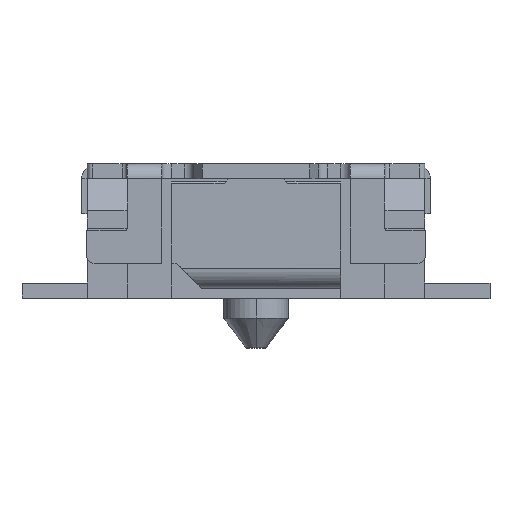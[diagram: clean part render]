
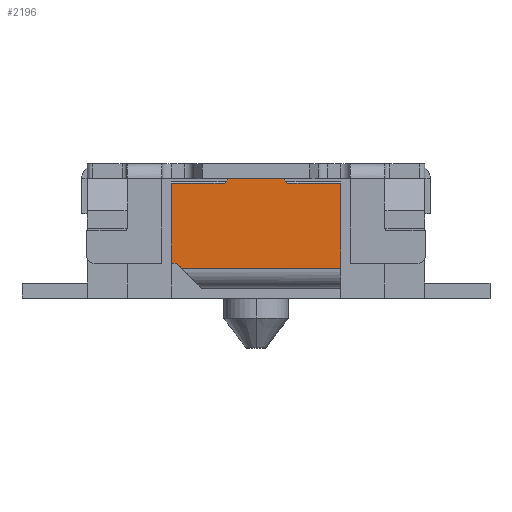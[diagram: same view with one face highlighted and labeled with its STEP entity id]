
A CAD part, top view. The second image highlights one B-rep face of the part: STEP entity #2196.
In plain terms, the highlighted planar face has unit normal (0, 0, 1).
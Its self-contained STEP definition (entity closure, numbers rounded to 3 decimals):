
#168 = ORIENTED_EDGE ( 'NONE', *, *, #4383, .F. ) ;
#303 = DIRECTION ( 'NONE',  ( -1., 0., 0. ) ) ;
#419 = AXIS2_PLACEMENT_3D ( 'NONE', #9147, #5857, #1738 ) ;
#1198 = LINE ( 'NONE', #7749, #5448 ) ;
#1446 = CARTESIAN_POINT ( 'NONE',  ( 0.32, 1.15, 2.1 ) ) ;
#1738 = DIRECTION ( 'NONE',  ( -1., 0., 0. ) ) ;
#1784 = CARTESIAN_POINT ( 'NONE',  ( 0.85, 0.3, 2.1 ) ) ;
#1819 = EDGE_CURVE ( 'NONE', #3097, #6950, #8673, .T. ) ;
#1858 = CARTESIAN_POINT ( 'NONE',  ( -0.3, 1.15, 2.1 ) ) ;
#1967 = DIRECTION ( 'NONE',  ( 0.707, -0.707, 0. ) ) ;
#2034 = CARTESIAN_POINT ( 'NONE',  ( -0.32, 1.15, 2.1 ) ) ;
#2196 = ADVANCED_FACE ( 'NONE', ( #5043 ), #10628, .F. ) ;
#2207 = VERTEX_POINT ( 'NONE', #9359 ) ;
#2441 = EDGE_LOOP ( 'NONE', ( #7740, #8302, #10203, #7561, #6583, #3722, #168, #7579, #6335, #3990 ) ) ;
#2603 = LINE ( 'NONE', #9204, #9074 ) ;
#2756 = DIRECTION ( 'NONE',  ( -0.707, -0.707, 0. ) ) ;
#2821 = VERTEX_POINT ( 'NONE', #6381 ) ;
#2841 = EDGE_CURVE ( 'NONE', #5016, #10260, #8642, .T. ) ;
#2969 = VERTEX_POINT ( 'NONE', #4921 ) ;
#3097 = VERTEX_POINT ( 'NONE', #2034 ) ;
#3166 = CARTESIAN_POINT ( 'NONE',  ( 0.85, 0.3, 2.1 ) ) ;
#3204 = VERTEX_POINT ( 'NONE', #3166 ) ;
#3722 = ORIENTED_EDGE ( 'NONE', *, *, #9391, .F. ) ;
#3728 = EDGE_CURVE ( 'NONE', #2969, #3097, #1198, .T. ) ;
#3783 = DIRECTION ( 'NONE',  ( -1., 0., 0. ) ) ;
#3832 = CARTESIAN_POINT ( 'NONE',  ( -0.85, 0.35, 2.1 ) ) ;
#3990 = ORIENTED_EDGE ( 'NONE', *, *, #1819, .T. ) ;
#4001 = VERTEX_POINT ( 'NONE', #1446 ) ;
#4110 = LINE ( 'NONE', #5785, #5398 ) ;
#4333 = DIRECTION ( 'NONE',  ( -1., 0., 0. ) ) ;
#4343 = LINE ( 'NONE', #9263, #9434 ) ;
#4383 = EDGE_CURVE ( 'NONE', #2821, #4001, #5380, .T. ) ;
#4407 = VECTOR ( 'NONE', #1967, 1000. ) ;
#4514 = EDGE_CURVE ( 'NONE', #6950, #10260, #8247, .T. ) ;
#4726 = EDGE_CURVE ( 'NONE', #2207, #3204, #2603, .T. ) ;
#4921 = CARTESIAN_POINT ( 'NONE',  ( -0.27, 1.2, 2.1 ) ) ;
#4922 = CARTESIAN_POINT ( 'NONE',  ( 0.3, 1.15, 2.1 ) ) ;
#4930 = VECTOR ( 'NONE', #9047, 1000. ) ;
#5016 = VERTEX_POINT ( 'NONE', #9454 ) ;
#5043 = FACE_OUTER_BOUND ( 'NONE', #2441, .T. ) ;
#5090 = VECTOR ( 'NONE', #3783, 1000. ) ;
#5099 = DIRECTION ( 'NONE',  ( 0., -1., 0. ) ) ;
#5366 = CARTESIAN_POINT ( 'NONE',  ( -0.75, 0.3, 2.1 ) ) ;
#5380 = LINE ( 'NONE', #8572, #4407 ) ;
#5398 = VECTOR ( 'NONE', #9077, 1000. ) ;
#5448 = VECTOR ( 'NONE', #2756, 1000. ) ;
#5780 = EDGE_CURVE ( 'NONE', #2821, #2969, #4343, .T. ) ;
#5785 = CARTESIAN_POINT ( 'NONE',  ( -0.8, 0.35, 2.1 ) ) ;
#5857 = DIRECTION ( 'NONE',  ( 0., 0., -1. ) ) ;
#6146 = EDGE_CURVE ( 'NONE', #3204, #9896, #9193, .T. ) ;
#6335 = ORIENTED_EDGE ( 'NONE', *, *, #3728, .T. ) ;
#6381 = CARTESIAN_POINT ( 'NONE',  ( 0.27, 1.2, 2.1 ) ) ;
#6583 = ORIENTED_EDGE ( 'NONE', *, *, #4726, .F. ) ;
#6711 = CARTESIAN_POINT ( 'NONE',  ( -0.85, 0.35, 2.1 ) ) ;
#6950 = VERTEX_POINT ( 'NONE', #7717 ) ;
#7111 = VECTOR ( 'NONE', #8218, 1000. ) ;
#7235 = CARTESIAN_POINT ( 'NONE',  ( -0.85, 1.2, 2.1 ) ) ;
#7331 = VECTOR ( 'NONE', #303, 1000. ) ;
#7561 = ORIENTED_EDGE ( 'NONE', *, *, #6146, .F. ) ;
#7579 = ORIENTED_EDGE ( 'NONE', *, *, #5780, .T. ) ;
#7717 = CARTESIAN_POINT ( 'NONE',  ( -0.85, 1.15, 2.1 ) ) ;
#7740 = ORIENTED_EDGE ( 'NONE', *, *, #4514, .T. ) ;
#7749 = CARTESIAN_POINT ( 'NONE',  ( -0.3, 1.17, 2.1 ) ) ;
#8218 = DIRECTION ( 'NONE',  ( 1., 0., 0. ) ) ;
#8247 = LINE ( 'NONE', #7235, #4930 ) ;
#8302 = ORIENTED_EDGE ( 'NONE', *, *, #2841, .F. ) ;
#8403 = VECTOR ( 'NONE', #4333, 1000. ) ;
#8572 = CARTESIAN_POINT ( 'NONE',  ( 0.3, 1.17, 2.1 ) ) ;
#8642 = LINE ( 'NONE', #3832, #5090 ) ;
#8673 = LINE ( 'NONE', #1858, #7331 ) ;
#9047 = DIRECTION ( 'NONE',  ( 0., -1., 0. ) ) ;
#9074 = VECTOR ( 'NONE', #5099, 1000. ) ;
#9077 = DIRECTION ( 'NONE',  ( -0.707, 0.707, 0. ) ) ;
#9147 = CARTESIAN_POINT ( 'NONE',  ( 0.85, 1.2, 2.1 ) ) ;
#9193 = LINE ( 'NONE', #1784, #8403 ) ;
#9204 = CARTESIAN_POINT ( 'NONE',  ( 0.85, 1.2, 2.1 ) ) ;
#9263 = CARTESIAN_POINT ( 'NONE',  ( 0.85, 1.2, 2.1 ) ) ;
#9359 = CARTESIAN_POINT ( 'NONE',  ( 0.85, 1.15, 2.1 ) ) ;
#9391 = EDGE_CURVE ( 'NONE', #4001, #2207, #9843, .T. ) ;
#9434 = VECTOR ( 'NONE', #10190, 1000. ) ;
#9454 = CARTESIAN_POINT ( 'NONE',  ( -0.8, 0.35, 2.1 ) ) ;
#9843 = LINE ( 'NONE', #4922, #7111 ) ;
#9896 = VERTEX_POINT ( 'NONE', #5366 ) ;
#10190 = DIRECTION ( 'NONE',  ( -1., 0., 0. ) ) ;
#10203 = ORIENTED_EDGE ( 'NONE', *, *, #10605, .F. ) ;
#10260 = VERTEX_POINT ( 'NONE', #6711 ) ;
#10605 = EDGE_CURVE ( 'NONE', #9896, #5016, #4110, .T. ) ;
#10628 = PLANE ( 'NONE',  #419 ) ;
